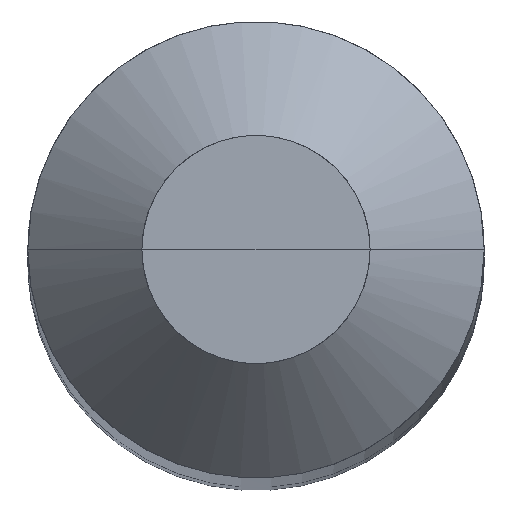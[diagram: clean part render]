
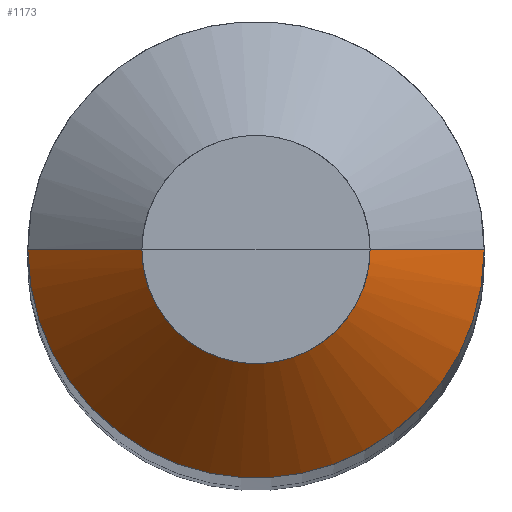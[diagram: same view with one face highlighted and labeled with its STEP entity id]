
A CAD part, top view. The second image highlights one B-rep face of the part: STEP entity #1173.
In plain terms, the highlighted free-form (B-spline) face has degree [1, 2] with [2, 5] control points.
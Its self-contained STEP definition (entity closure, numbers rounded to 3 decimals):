
#914=CARTESIAN_POINT('',(1.0,0.0,23.5));
#918=CARTESIAN_POINT('',(-1.0,0.0,23.5));
#919=CARTESIAN_POINT('',(0.5,0.0,24.0));
#923=CARTESIAN_POINT('',(-0.5,0.0,24.0));
#925=CARTESIAN_POINT('',(-1.0,-1.0,23.5));
#926=CARTESIAN_POINT('',(0.0,-1.0,23.5));
#927=CARTESIAN_POINT('',(1.0,-1.0,23.5));
#928=CARTESIAN_POINT('',(-0.5,-0.5,24.0));
#929=CARTESIAN_POINT('',(0.0,-0.5,24.0));
#930=CARTESIAN_POINT('',(0.5,-0.5,24.0));
#1154=(
BOUNDED_SURFACE()
B_SPLINE_SURFACE(1,2,(
(#918,#925,#926,#927,#914),
(#923,#928,#929,#930,#919)
), .UNSPECIFIED.,.F.,.F.,.F.)
B_SPLINE_SURFACE_WITH_KNOTS((2,2),(3,2,3),(
0.0,1.0),(
0.0,0.5,1.0), .UNSPECIFIED.)
GEOMETRIC_REPRESENTATION_ITEM()
RATIONAL_B_SPLINE_SURFACE(((1.0,0.707,1.0,0.707,1.0),
(1.0,0.707,1.0,0.707,1.0)
))
REPRESENTATION_ITEM('')
SURFACE()
);
#1155=(
BOUNDED_CURVE()
B_SPLINE_CURVE(2,(#914,#927,#926,#925,#918),.UNSPECIFIED.,.F.,.F.)
B_SPLINE_CURVE_WITH_KNOTS((3,2,3),
(0.0,0.5,1.0),.UNSPECIFIED.)
CURVE()
GEOMETRIC_REPRESENTATION_ITEM()
RATIONAL_B_SPLINE_CURVE((1.0,0.707,1.0,0.707,1.0))
REPRESENTATION_ITEM('')
);
#1156=(
BOUNDED_CURVE()
B_SPLINE_CURVE(1,(#918,#923),.UNSPECIFIED.,.F.,.F.)
B_SPLINE_CURVE_WITH_KNOTS((2,2),
(0.0,1.0),.UNSPECIFIED.)
CURVE()
GEOMETRIC_REPRESENTATION_ITEM()
RATIONAL_B_SPLINE_CURVE((1.0,1.0))
REPRESENTATION_ITEM('')
);
#1157=(
BOUNDED_CURVE()
B_SPLINE_CURVE(2,(#923,#928,#929,#930,#919),.UNSPECIFIED.,.F.,.F.)
B_SPLINE_CURVE_WITH_KNOTS((3,2,3),
(0.0,0.5,1.0),.UNSPECIFIED.)
CURVE()
GEOMETRIC_REPRESENTATION_ITEM()
RATIONAL_B_SPLINE_CURVE((1.0,0.707,1.0,0.707,1.0))
REPRESENTATION_ITEM('')
);
#1158=(
BOUNDED_CURVE()
B_SPLINE_CURVE(1,(#919,#914),.UNSPECIFIED.,.F.,.F.)
B_SPLINE_CURVE_WITH_KNOTS((2,2),
(0.0,1.0),.UNSPECIFIED.)
CURVE()
GEOMETRIC_REPRESENTATION_ITEM()
RATIONAL_B_SPLINE_CURVE((1.0,1.0))
REPRESENTATION_ITEM('')
);
#1159=VERTEX_POINT('',#914);
#1160=VERTEX_POINT('',#918);
#1161=VERTEX_POINT('',#919);
#1162=VERTEX_POINT('',#923);
#1163=EDGE_CURVE('',#1159,#1160,#1155,.T.);
#1164=EDGE_CURVE('',#1160,#1162,#1156,.T.);
#1165=EDGE_CURVE('',#1162,#1161,#1157,.T.);
#1166=EDGE_CURVE('',#1161,#1159,#1158,.T.);
#1167=ORIENTED_EDGE('',*,*,#1163,.T.);
#1168=ORIENTED_EDGE('',*,*,#1164,.T.);
#1169=ORIENTED_EDGE('',*,*,#1165,.T.);
#1170=ORIENTED_EDGE('',*,*,#1166,.T.);
#1171=EDGE_LOOP('',(#1167,#1168,#1169,#1170));
#1172=FACE_OUTER_BOUND('',#1171,.T.);
#1173=ADVANCED_FACE('',(#1172),#1154,.T.);
